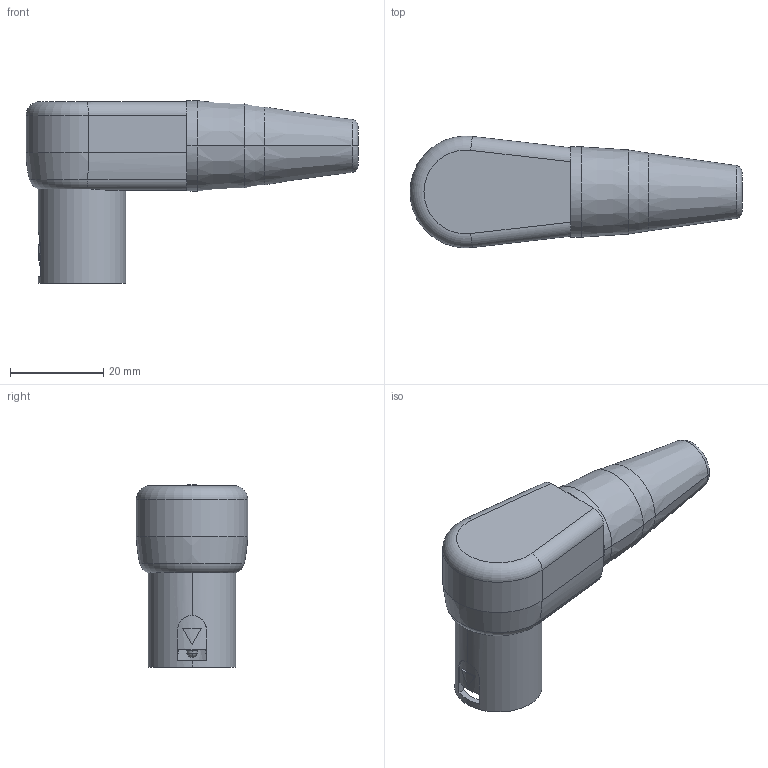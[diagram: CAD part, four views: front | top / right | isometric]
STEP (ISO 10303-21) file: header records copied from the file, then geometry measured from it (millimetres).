
FILE_DESCRIPTION((''),'2;1');
FILE_NAME('RC3MR','2021-04-26T',('xhp'),(''),'PRO/ENGINEER BY PARAMETRIC TECHNOLOGY CORPORATION, 2013040','PRO/ENGINEER BY PARAMETRIC TECHNOLOGY CORPORATION, 2013040','');
FILE_SCHEMA(('CONFIG_CONTROL_DESIGN'));
Length unit declared in the file: millimetre
Products named in the file (1): RC3MR
Bounding box: 71.3 x 23.96 x 39.2 mm (x, y, z)
Volume: 15500.6 mm3; surface area: 15022 mm2
Topology: 1 solids, 4 shells, 444 faces, 1317 edges, 851 vertices
Faces by surface type: plane 196, cylinder 126, cone 79, torus 35, sphere 6, bspline 1, extrusion 1
Entity records: 16058 total; most frequent: CARTESIAN_POINT 4151, ORIENTED_EDGE 2622, DIRECTION 2409, EDGE_CURVE 1311, AXIS2_PLACEMENT_3D 902, VERTEX_POINT 851, VECTOR 605, LINE 604
